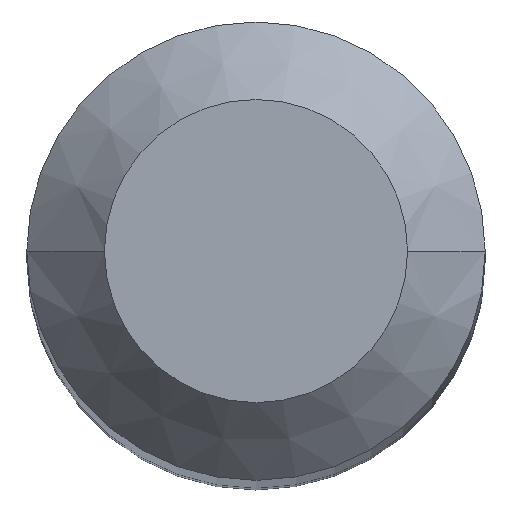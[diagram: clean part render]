
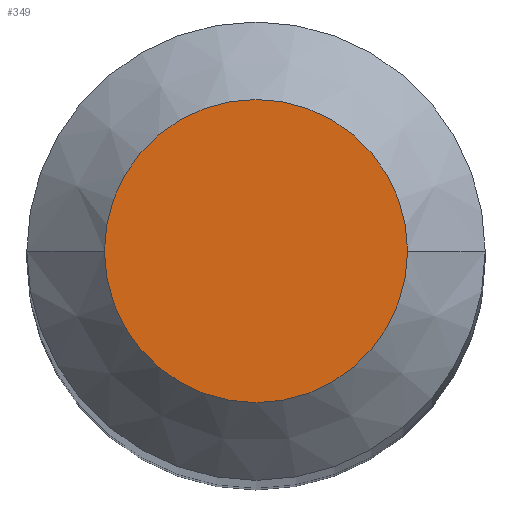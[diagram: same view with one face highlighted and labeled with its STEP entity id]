
A CAD part, top view. The second image highlights one B-rep face of the part: STEP entity #349.
In plain terms, the highlighted planar face has unit normal (0, 0, 1).
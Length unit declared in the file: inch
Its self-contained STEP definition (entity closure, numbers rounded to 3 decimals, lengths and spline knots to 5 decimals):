
#3 = CIRCLE ( 'NONE', #258, 0.03905 ) ;
#21 = VERTEX_POINT ( 'NONE', #407 ) ;
#39 = AXIS2_PLACEMENT_3D ( 'NONE', #48, #332, #358 ) ;
#48 = CARTESIAN_POINT ( 'NONE',  ( 0., 0.03905, 0. ) ) ;
#81 = PLANE ( 'NONE',  #39 ) ;
#95 = DIRECTION ( 'NONE',  ( 1., 0., 0. ) ) ;
#131 = CARTESIAN_POINT ( 'NONE',  ( 0., 0., 0. ) ) ;
#142 = CARTESIAN_POINT ( 'NONE',  ( 0., 0., 0. ) ) ;
#165 = FACE_OUTER_BOUND ( 'NONE', #237, .T. ) ;
#176 = DIRECTION ( 'NONE',  ( 1., 0., 0. ) ) ;
#190 = EDGE_CURVE ( 'NONE', #21, #391, #209, .T. ) ;
#195 = DIRECTION ( 'NONE',  ( 0., 0., 1. ) ) ;
#209 = CIRCLE ( 'NONE', #356, 0.03905 ) ;
#233 = ORIENTED_EDGE ( 'NONE', *, *, #190, .T. ) ;
#237 = EDGE_LOOP ( 'NONE', ( #301, #233 ) ) ;
#258 = AXIS2_PLACEMENT_3D ( 'NONE', #142, #268, #176 ) ;
#268 = DIRECTION ( 'NONE',  ( 0., 0., 1. ) ) ;
#291 = CARTESIAN_POINT ( 'NONE',  ( -0.03905, 0., 0. ) ) ;
#301 = ORIENTED_EDGE ( 'NONE', *, *, #395, .T. ) ;
#332 = DIRECTION ( 'NONE',  ( 0., 0., -1. ) ) ;
#349 = ADVANCED_FACE ( 'NONE', ( #165 ), #81, .F. ) ;
#356 = AXIS2_PLACEMENT_3D ( 'NONE', #131, #195, #95 ) ;
#358 = DIRECTION ( 'NONE',  ( -1., 0., 0. ) ) ;
#391 = VERTEX_POINT ( 'NONE', #291 ) ;
#395 = EDGE_CURVE ( 'NONE', #391, #21, #3, .T. ) ;
#407 = CARTESIAN_POINT ( 'NONE',  ( 0.03905, 0., 0. ) ) ;
